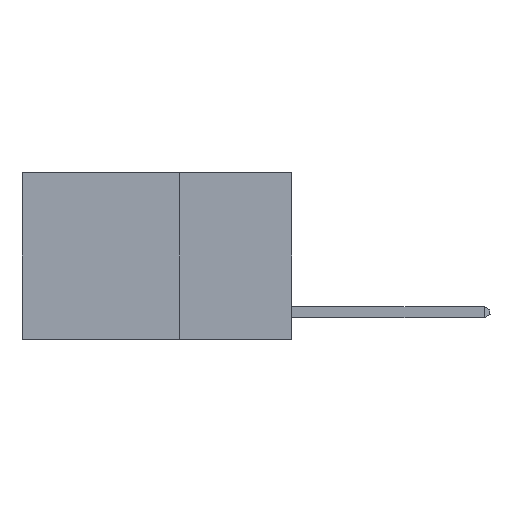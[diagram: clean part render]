
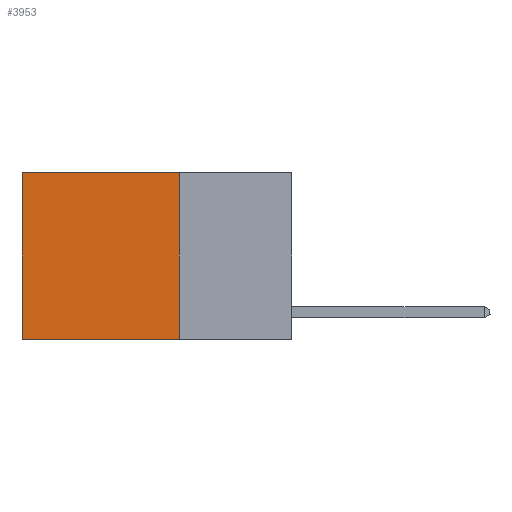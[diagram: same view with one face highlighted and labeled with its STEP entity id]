
A CAD part, left-side view. The second image highlights one B-rep face of the part: STEP entity #3953.
In plain terms, the highlighted planar face has unit normal (-1, 0, 0).
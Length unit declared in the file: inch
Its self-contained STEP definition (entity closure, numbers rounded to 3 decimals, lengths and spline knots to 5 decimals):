
#179 = VECTOR ( 'NONE', #1240, 39.37008 ) ;
#1240 = DIRECTION ( 'NONE',  ( 0., 0., -1. ) ) ;
#2132 = EDGE_LOOP ( 'NONE', ( #13436, #25026, #26011, #23595 ) ) ;
#2283 = EDGE_CURVE ( 'NONE', #7870, #4290, #14367, .T. ) ;
#3472 = EDGE_CURVE ( 'NONE', #17287, #4290, #24805, .T. ) ;
#3953 = ADVANCED_FACE ( 'NONE', ( #4088 ), #10209, .F. ) ;
#4088 = FACE_OUTER_BOUND ( 'NONE', #2132, .T. ) ;
#4113 = CARTESIAN_POINT ( 'NONE',  ( 0.2625, 0.25, -0.37 ) ) ;
#4290 = VERTEX_POINT ( 'NONE', #4514 ) ;
#4514 = CARTESIAN_POINT ( 'NONE',  ( 0.2625, 0.6, -0.37 ) ) ;
#4701 = CARTESIAN_POINT ( 'NONE',  ( 0.2625, 0.25, 0. ) ) ;
#5641 = DIRECTION ( 'NONE',  ( 0., 0., -1. ) ) ;
#5789 = CARTESIAN_POINT ( 'NONE',  ( 0.2625, 0.25, 0. ) ) ;
#5956 = VECTOR ( 'NONE', #7015, 39.37008 ) ;
#7015 = DIRECTION ( 'NONE',  ( 0., 1., 0. ) ) ;
#7870 = VERTEX_POINT ( 'NONE', #13154 ) ;
#8182 = VECTOR ( 'NONE', #13426, 39.37008 ) ;
#9895 = CARTESIAN_POINT ( 'NONE',  ( 0.2625, 0.25, 0. ) ) ;
#10209 = PLANE ( 'NONE',  #11066 ) ;
#11066 = AXIS2_PLACEMENT_3D ( 'NONE', #17194, #19526, #5641 ) ;
#12117 = LINE ( 'NONE', #4701, #5956 ) ;
#13154 = CARTESIAN_POINT ( 'NONE',  ( 0.2625, 0.25, -0.37 ) ) ;
#13426 = DIRECTION ( 'NONE',  ( 0., 1., 0. ) ) ;
#13436 = ORIENTED_EDGE ( 'NONE', *, *, #3472, .T. ) ;
#14367 = LINE ( 'NONE', #4113, #8182 ) ;
#15253 = EDGE_CURVE ( 'NONE', #27155, #7870, #18205, .T. ) ;
#17194 = CARTESIAN_POINT ( 'NONE',  ( 0.2625, 0.25, 0. ) ) ;
#17287 = VERTEX_POINT ( 'NONE', #26889 ) ;
#17418 = CARTESIAN_POINT ( 'NONE',  ( 0.2625, 0.6, 0. ) ) ;
#18205 = LINE ( 'NONE', #5789, #23641 ) ;
#19526 = DIRECTION ( 'NONE',  ( 1., 0., 0. ) ) ;
#22094 = EDGE_CURVE ( 'NONE', #27155, #17287, #12117, .T. ) ;
#23595 = ORIENTED_EDGE ( 'NONE', *, *, #22094, .T. ) ;
#23641 = VECTOR ( 'NONE', #24350, 39.37008 ) ;
#24350 = DIRECTION ( 'NONE',  ( 0., 0., -1. ) ) ;
#24805 = LINE ( 'NONE', #17418, #179 ) ;
#25026 = ORIENTED_EDGE ( 'NONE', *, *, #2283, .F. ) ;
#26011 = ORIENTED_EDGE ( 'NONE', *, *, #15253, .F. ) ;
#26889 = CARTESIAN_POINT ( 'NONE',  ( 0.2625, 0.6, 0. ) ) ;
#27155 = VERTEX_POINT ( 'NONE', #9895 ) ;
